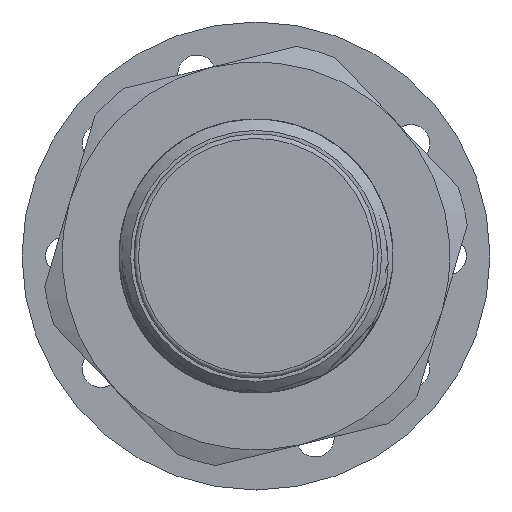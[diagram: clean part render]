
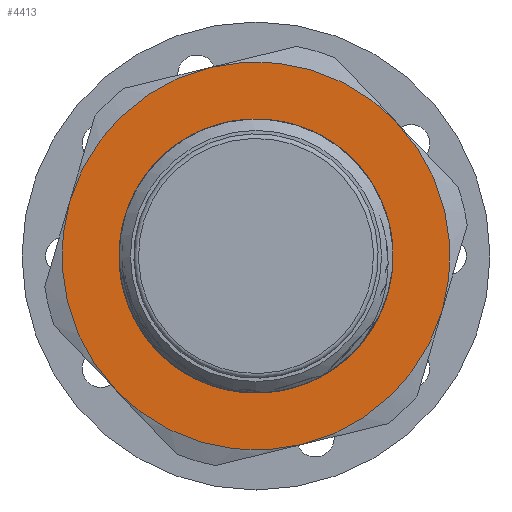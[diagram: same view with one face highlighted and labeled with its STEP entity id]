
A CAD part, left-side view. The second image highlights one B-rep face of the part: STEP entity #4413.
In plain terms, the highlighted planar face has unit normal (-1, 0, 0).
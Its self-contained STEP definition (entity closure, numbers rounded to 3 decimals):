
#1609=ORIENTED_EDGE('',*,*,#2366,.T.);
#1610=ORIENTED_EDGE('',*,*,#2367,.F.);
#1611=ORIENTED_EDGE('',*,*,#2368,.F.);
#1612=ORIENTED_EDGE('',*,*,#2369,.F.);
#1613=ORIENTED_EDGE('',*,*,#2370,.F.);
#1614=ORIENTED_EDGE('',*,*,#2371,.F.);
#1615=ORIENTED_EDGE('',*,*,#2372,.F.);
#2366=EDGE_CURVE('',#2842,#2842,#3103,.T.);
#2367=EDGE_CURVE('',#2823,#2829,#3104,.T.);
#2368=EDGE_CURVE('',#2817,#2823,#3105,.T.);
#2369=EDGE_CURVE('',#2811,#2817,#3106,.T.);
#2370=EDGE_CURVE('',#2841,#2811,#3107,.T.);
#2371=EDGE_CURVE('',#2835,#2841,#3108,.T.);
#2372=EDGE_CURVE('',#2829,#2835,#3109,.T.);
#2811=VERTEX_POINT('',#13030);
#2817=VERTEX_POINT('',#13055);
#2823=VERTEX_POINT('',#13080);
#2829=VERTEX_POINT('',#13105);
#2835=VERTEX_POINT('',#13130);
#2841=VERTEX_POINT('',#13155);
#2842=VERTEX_POINT('',#13162);
#3103=CIRCLE('',#5232,5.959);
#3104=CIRCLE('',#5233,8.5);
#3105=CIRCLE('',#5234,8.5);
#3106=CIRCLE('',#5235,8.5);
#3107=CIRCLE('',#5236,8.5);
#3108=CIRCLE('',#5237,8.5);
#3109=CIRCLE('',#5238,8.5);
#3531=EDGE_LOOP('',(#1609));
#3532=EDGE_LOOP('',(#1610,#1611,#1612,#1613,#1614,#1615));
#3966=FACE_BOUND('',#3531,.T.);
#3967=FACE_BOUND('',#3532,.T.);
#4163=PLANE('',#5231);
#4413=ADVANCED_FACE('',(#3966,#3967),#4163,.F.);
#5231=AXIS2_PLACEMENT_3D('',#13160,#6355,#6356);
#5232=AXIS2_PLACEMENT_3D('',#13161,#6357,#6358);
#5233=AXIS2_PLACEMENT_3D('',#13163,#6359,#6360);
#5234=AXIS2_PLACEMENT_3D('',#13164,#6361,#6362);
#5235=AXIS2_PLACEMENT_3D('',#13165,#6363,#6364);
#5236=AXIS2_PLACEMENT_3D('',#13166,#6365,#6366);
#5237=AXIS2_PLACEMENT_3D('',#13167,#6367,#6368);
#5238=AXIS2_PLACEMENT_3D('',#13168,#6369,#6370);
#6355=DIRECTION('',(1.,0.,0.));
#6356=DIRECTION('',(0.,0.,-1.));
#6357=DIRECTION('',(1.,0.,0.));
#6358=DIRECTION('',(0.,0.,-1.));
#6359=DIRECTION('',(1.,0.,0.));
#6360=DIRECTION('',(0.,0.,-1.));
#6361=DIRECTION('',(1.,0.,0.));
#6362=DIRECTION('',(0.,0.,-1.));
#6363=DIRECTION('',(1.,0.,0.));
#6364=DIRECTION('',(0.,0.,-1.));
#6365=DIRECTION('',(1.,0.,0.));
#6366=DIRECTION('',(0.,0.,-1.));
#6367=DIRECTION('',(1.,0.,0.));
#6368=DIRECTION('',(0.,0.,-1.));
#6369=DIRECTION('',(1.,0.,0.));
#6370=DIRECTION('',(0.,0.,-1.));
#13030=CARTESIAN_POINT('',(-3.,-4.25,-7.361));
#13055=CARTESIAN_POINT('',(-3.,4.25,-7.361));
#13080=CARTESIAN_POINT('',(-3.,8.5,0.));
#13105=CARTESIAN_POINT('',(-3.,4.25,7.361));
#13130=CARTESIAN_POINT('',(-3.,-4.25,7.361));
#13155=CARTESIAN_POINT('',(-3.,-8.5,0.));
#13160=CARTESIAN_POINT('',(-3.,0.,0.));
#13161=CARTESIAN_POINT('',(-3.,0.,0.));
#13162=CARTESIAN_POINT('',(-3.,0.,-5.959));
#13163=CARTESIAN_POINT('',(-3.,0.,0.));
#13164=CARTESIAN_POINT('',(-3.,0.,0.));
#13165=CARTESIAN_POINT('',(-3.,0.,0.));
#13166=CARTESIAN_POINT('',(-3.,0.,0.));
#13167=CARTESIAN_POINT('',(-3.,0.,0.));
#13168=CARTESIAN_POINT('',(-3.,0.,0.));
